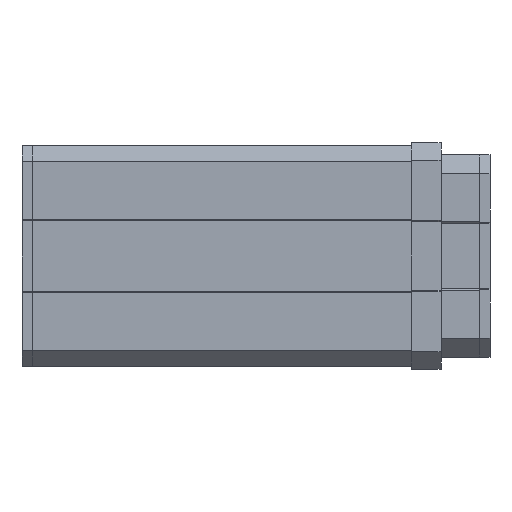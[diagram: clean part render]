
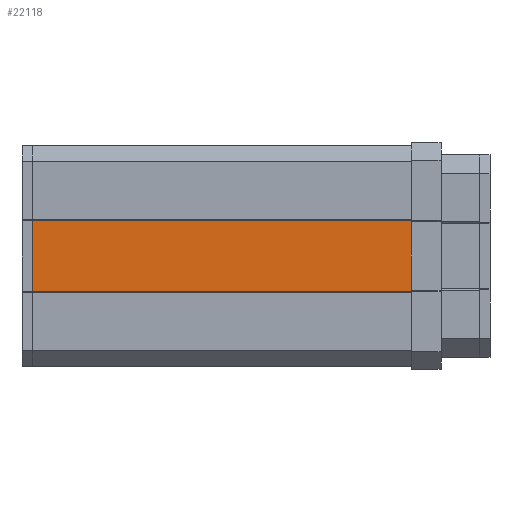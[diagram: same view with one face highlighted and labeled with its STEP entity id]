
A CAD part, left-side view. The second image highlights one B-rep face of the part: STEP entity #22118.
In plain terms, the highlighted planar face has unit normal (-1, 0, 0).
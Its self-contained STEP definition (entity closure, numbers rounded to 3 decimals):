
#574 = AXIS2_PLACEMENT_3D ( 'NONE', #8405, #11308, #31296 ) ;
#976 = CARTESIAN_POINT ( 'NONE',  ( -51.5, 190., -34.793 ) ) ;
#1484 = CARTESIAN_POINT ( 'NONE',  ( -51.5, 0., -34.793 ) ) ;
#4777 = EDGE_LOOP ( 'NONE', ( #11508, #35293, #16453, #21550 ) ) ;
#6448 = EDGE_CURVE ( 'NONE', #10347, #36617, #25869, .T. ) ;
#8405 = CARTESIAN_POINT ( 'NONE',  ( -51.5, 190., -34.793 ) ) ;
#9159 = LINE ( 'NONE', #29844, #14979 ) ;
#10347 = VERTEX_POINT ( 'NONE', #31799 ) ;
#10679 = VECTOR ( 'NONE', #20961, 1000. ) ;
#11308 = DIRECTION ( 'NONE',  ( 1., 0., 0. ) ) ;
#11508 = ORIENTED_EDGE ( 'NONE', *, *, #15153, .T. ) ;
#13284 = EDGE_CURVE ( 'NONE', #10347, #34342, #18052, .T. ) ;
#14334 = DIRECTION ( 'NONE',  ( 0., -1., 0. ) ) ;
#14575 = DIRECTION ( 'NONE',  ( 0., -1., 0. ) ) ;
#14979 = VECTOR ( 'NONE', #26935, 1000. ) ;
#15153 = EDGE_CURVE ( 'NONE', #34342, #17966, #9159, .T. ) ;
#16453 = ORIENTED_EDGE ( 'NONE', *, *, #6448, .F. ) ;
#17178 = CARTESIAN_POINT ( 'NONE',  ( -51.5, 190., -34.793 ) ) ;
#17427 = CARTESIAN_POINT ( 'NONE',  ( -51.5, 190., -68.207 ) ) ;
#17966 = VERTEX_POINT ( 'NONE', #1484 ) ;
#18052 = LINE ( 'NONE', #17427, #26532 ) ;
#20961 = DIRECTION ( 'NONE',  ( 0., 0., 1. ) ) ;
#21550 = ORIENTED_EDGE ( 'NONE', *, *, #13284, .T. ) ;
#21645 = CARTESIAN_POINT ( 'NONE',  ( -51.5, 0., -68.207 ) ) ;
#22118 = ADVANCED_FACE ( 'NONE', ( #25474 ), #25495, .F. ) ;
#25474 = FACE_OUTER_BOUND ( 'NONE', #4777, .T. ) ;
#25495 = PLANE ( 'NONE',  #574 ) ;
#25869 = LINE ( 'NONE', #976, #10679 ) ;
#26140 = CARTESIAN_POINT ( 'NONE',  ( -51.5, 190., -34.793 ) ) ;
#26532 = VECTOR ( 'NONE', #14575, 1000. ) ;
#26935 = DIRECTION ( 'NONE',  ( 0., 0., 1. ) ) ;
#28448 = VECTOR ( 'NONE', #14334, 1000. ) ;
#28741 = EDGE_CURVE ( 'NONE', #36617, #17966, #29346, .T. ) ;
#29346 = LINE ( 'NONE', #17178, #28448 ) ;
#29844 = CARTESIAN_POINT ( 'NONE',  ( -51.5, 0., -34.793 ) ) ;
#31296 = DIRECTION ( 'NONE',  ( 0., 0., -1. ) ) ;
#31799 = CARTESIAN_POINT ( 'NONE',  ( -51.5, 190., -68.207 ) ) ;
#34342 = VERTEX_POINT ( 'NONE', #21645 ) ;
#35293 = ORIENTED_EDGE ( 'NONE', *, *, #28741, .F. ) ;
#36617 = VERTEX_POINT ( 'NONE', #26140 ) ;
